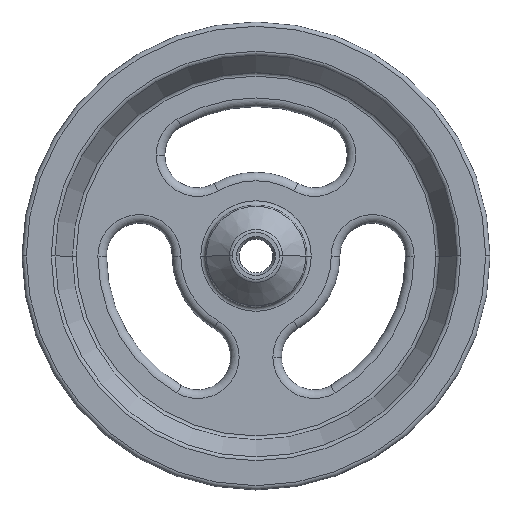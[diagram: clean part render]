
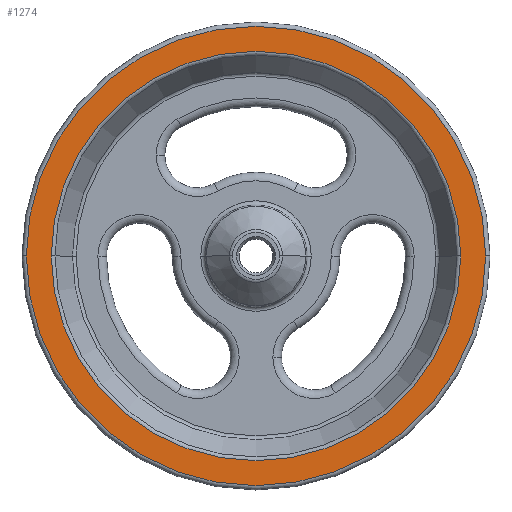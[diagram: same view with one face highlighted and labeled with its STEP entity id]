
A CAD part, top view. The second image highlights one B-rep face of the part: STEP entity #1274.
In plain terms, the highlighted planar face has unit normal (0, 0, 1).
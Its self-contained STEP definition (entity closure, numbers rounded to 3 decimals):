
#112 = ORIENTED_EDGE ( 'NONE', *, *, #784, .T. ) ;
#113 = ORIENTED_EDGE ( 'NONE', *, *, #663, .T. ) ;
#114 = ORIENTED_EDGE ( 'NONE', *, *, #665, .T. ) ;
#115 = ORIENTED_EDGE ( 'NONE', *, *, #785, .T. ) ;
#246 = EDGE_LOOP ( 'NONE', ( #112, #114 ) ) ;
#247 = EDGE_LOOP ( 'NONE', ( #113, #115 ) ) ;
#663 = EDGE_CURVE ( 'NONE', #998, #999, #1656, .T. ) ;
#665 = EDGE_CURVE ( 'NONE', #997, #1000, #1658, .T. ) ;
#784 = EDGE_CURVE ( 'NONE', #1000, #997, #1804, .T. ) ;
#785 = EDGE_CURVE ( 'NONE', #999, #998, #1805, .T. ) ;
#997 = VERTEX_POINT ( 'NONE', #2319 ) ;
#998 = VERTEX_POINT ( 'NONE', #2323 ) ;
#999 = VERTEX_POINT ( 'NONE', #2326 ) ;
#1000 = VERTEX_POINT ( 'NONE', #2324 ) ;
#1274 = ADVANCED_FACE ( 'NONE', ( #2604, #2607 ), #2500, .F. ) ;
#1411 = AXIS2_PLACEMENT_3D ( 'NONE', #1887, #1888, #1889 ) ;
#1413 = AXIS2_PLACEMENT_3D ( 'NONE', #1893, #1894, #1895 ) ;
#1506 = AXIS2_PLACEMENT_3D ( 'NONE', #2223, #2224, #2225 ) ;
#1507 = AXIS2_PLACEMENT_3D ( 'NONE', #2226, #2227, #2228 ) ;
#1561 = AXIS2_PLACEMENT_3D ( 'NONE', #2492, #2502, #2503 ) ;
#1656 = CIRCLE ( 'NONE', #1411, 23.798 ) ;
#1658 = CIRCLE ( 'NONE', #1413, 26.7 ) ;
#1804 = CIRCLE ( 'NONE', #1506, 26.7 ) ;
#1805 = CIRCLE ( 'NONE', #1507, 23.798 ) ;
#1887 = CARTESIAN_POINT ( 'NONE',  ( 0., 0., 6. ) ) ;
#1888 = DIRECTION ( 'NONE',  ( 0., 0., -1. ) ) ;
#1889 = DIRECTION ( 'NONE',  ( -1., 0., 0. ) ) ;
#1893 = CARTESIAN_POINT ( 'NONE',  ( 0., 0., 6. ) ) ;
#1894 = DIRECTION ( 'NONE',  ( 0., 0., 1. ) ) ;
#1895 = DIRECTION ( 'NONE',  ( -1., 0., 0. ) ) ;
#2223 = CARTESIAN_POINT ( 'NONE',  ( 0., 0., 6. ) ) ;
#2224 = DIRECTION ( 'NONE',  ( 0., 0., 1. ) ) ;
#2225 = DIRECTION ( 'NONE',  ( -1., 0., 0. ) ) ;
#2226 = CARTESIAN_POINT ( 'NONE',  ( 0., 0., 6. ) ) ;
#2227 = DIRECTION ( 'NONE',  ( 0., 0., -1. ) ) ;
#2228 = DIRECTION ( 'NONE',  ( -1., 0., 0. ) ) ;
#2319 = CARTESIAN_POINT ( 'NONE',  ( 26.7, 0., 6. ) ) ;
#2323 = CARTESIAN_POINT ( 'NONE',  ( -23.798, 0., 6. ) ) ;
#2324 = CARTESIAN_POINT ( 'NONE',  ( -26.7, 0., 6. ) ) ;
#2326 = CARTESIAN_POINT ( 'NONE',  ( 23.798, 0., 6. ) ) ;
#2492 = CARTESIAN_POINT ( 'NONE',  ( 0., 27.2, 6. ) ) ;
#2500 = PLANE ( 'NONE',  #1561 ) ;
#2502 = DIRECTION ( 'NONE',  ( 0., 0., -1. ) ) ;
#2503 = DIRECTION ( 'NONE',  ( -1., 0., 0. ) ) ;
#2604 = FACE_OUTER_BOUND ( 'NONE', #246, .T. ) ;
#2607 = FACE_BOUND ( 'NONE', #247, .T. ) ;
